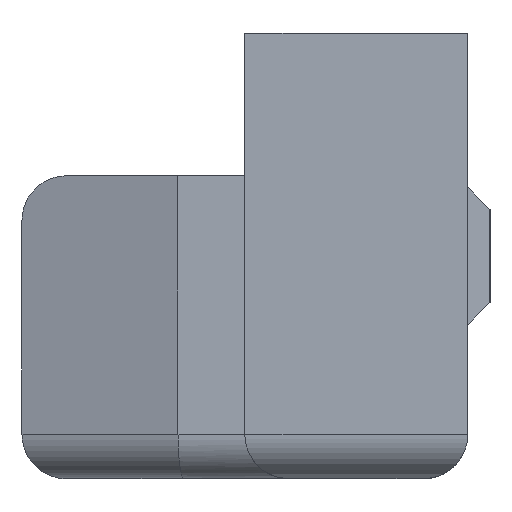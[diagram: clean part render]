
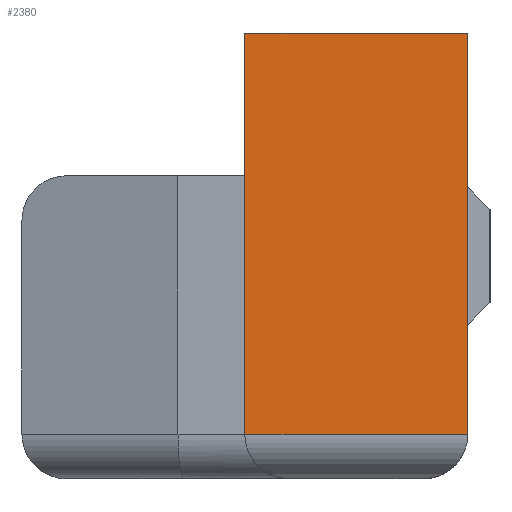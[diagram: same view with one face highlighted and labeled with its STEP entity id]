
A CAD part, left-side view. The second image highlights one B-rep face of the part: STEP entity #2380.
In plain terms, the highlighted planar face has unit normal (-1, 0, 0).
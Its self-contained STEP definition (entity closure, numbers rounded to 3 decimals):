
#213 = PLANE('',#214);
#214 = AXIS2_PLACEMENT_3D('',#215,#216,#217);
#215 = CARTESIAN_POINT('',(-100.,5.,10.));
#216 = DIRECTION('',(0.,1.,0.));
#217 = DIRECTION('',(1.,0.,0.));
#632 = VERTEX_POINT('',#633);
#633 = CARTESIAN_POINT('',(-100.,5.,-8.));
#654 = EDGE_CURVE('',#655,#632,#657,.T.);
#655 = VERTEX_POINT('',#656);
#656 = CARTESIAN_POINT('',(-100.,5.,10.));
#657 = SURFACE_CURVE('',#658,(#662,#669),.PCURVE_S1.);
#658 = LINE('',#659,#660);
#659 = CARTESIAN_POINT('',(-100.,5.,10.));
#660 = VECTOR('',#661,1.);
#661 = DIRECTION('',(0.,0.,-1.));
#662 = PCURVE('',#213,#663);
#663 = DEFINITIONAL_REPRESENTATION('',(#664),#668);
#664 = LINE('',#665,#666);
#665 = CARTESIAN_POINT('',(0.,0.));
#666 = VECTOR('',#667,1.);
#667 = DIRECTION('',(0.,1.));
#668 = ( GEOMETRIC_REPRESENTATION_CONTEXT(2) 
PARAMETRIC_REPRESENTATION_CONTEXT() REPRESENTATION_CONTEXT('2D SPACE',''
  ) );
#669 = PCURVE('',#670,#675);
#670 = PLANE('',#671);
#671 = AXIS2_PLACEMENT_3D('',#672,#673,#674);
#672 = CARTESIAN_POINT('',(-100.,-5.,10.));
#673 = DIRECTION('',(1.,0.,0.));
#674 = DIRECTION('',(0.,1.,0.));
#675 = DEFINITIONAL_REPRESENTATION('',(#676),#680);
#676 = LINE('',#677,#678);
#677 = CARTESIAN_POINT('',(10.,0.));
#678 = VECTOR('',#679,1.);
#679 = DIRECTION('',(0.,-1.));
#680 = ( GEOMETRIC_REPRESENTATION_CONTEXT(2) 
PARAMETRIC_REPRESENTATION_CONTEXT() REPRESENTATION_CONTEXT('2D SPACE',''
  ) );
#698 = PLANE('',#699);
#699 = AXIS2_PLACEMENT_3D('',#700,#701,#702);
#700 = CARTESIAN_POINT('',(-100.,-5.,10.));
#701 = DIRECTION('',(0.,0.,-1.));
#702 = DIRECTION('',(0.,1.,0.));
#907 = CYLINDRICAL_SURFACE('',#908,2.);
#908 = AXIS2_PLACEMENT_3D('',#909,#910,#911);
#909 = CARTESIAN_POINT('',(-98.,-5.,-8.));
#910 = DIRECTION('',(0.,1.,0.));
#911 = DIRECTION('',(0.,0.,-1.));
#2380 = ADVANCED_FACE('',(#2381),#670,.F.);
#2381 = FACE_BOUND('',#2382,.F.);
#2382 = EDGE_LOOP('',(#2383,#2384,#2407,#2435));
#2383 = ORIENTED_EDGE('',*,*,#654,.F.);
#2384 = ORIENTED_EDGE('',*,*,#2385,.F.);
#2385 = EDGE_CURVE('',#2386,#655,#2388,.T.);
#2386 = VERTEX_POINT('',#2387);
#2387 = CARTESIAN_POINT('',(-100.,-5.,10.));
#2388 = SURFACE_CURVE('',#2389,(#2393,#2400),.PCURVE_S1.);
#2389 = LINE('',#2390,#2391);
#2390 = CARTESIAN_POINT('',(-100.,-5.,10.));
#2391 = VECTOR('',#2392,1.);
#2392 = DIRECTION('',(0.,1.,0.));
#2393 = PCURVE('',#670,#2394);
#2394 = DEFINITIONAL_REPRESENTATION('',(#2395),#2399);
#2395 = LINE('',#2396,#2397);
#2396 = CARTESIAN_POINT('',(0.,0.));
#2397 = VECTOR('',#2398,1.);
#2398 = DIRECTION('',(1.,0.));
#2399 = ( GEOMETRIC_REPRESENTATION_CONTEXT(2) 
PARAMETRIC_REPRESENTATION_CONTEXT() REPRESENTATION_CONTEXT('2D SPACE',''
  ) );
#2400 = PCURVE('',#698,#2401);
#2401 = DEFINITIONAL_REPRESENTATION('',(#2402),#2406);
#2402 = LINE('',#2403,#2404);
#2403 = CARTESIAN_POINT('',(0.,0.));
#2404 = VECTOR('',#2405,1.);
#2405 = DIRECTION('',(1.,0.));
#2406 = ( GEOMETRIC_REPRESENTATION_CONTEXT(2) 
PARAMETRIC_REPRESENTATION_CONTEXT() REPRESENTATION_CONTEXT('2D SPACE',''
  ) );
#2407 = ORIENTED_EDGE('',*,*,#2408,.T.);
#2408 = EDGE_CURVE('',#2386,#2409,#2411,.T.);
#2409 = VERTEX_POINT('',#2410);
#2410 = CARTESIAN_POINT('',(-100.,-5.,-8.));
#2411 = SURFACE_CURVE('',#2412,(#2416,#2423),.PCURVE_S1.);
#2412 = LINE('',#2413,#2414);
#2413 = CARTESIAN_POINT('',(-100.,-5.,10.));
#2414 = VECTOR('',#2415,1.);
#2415 = DIRECTION('',(0.,0.,-1.));
#2416 = PCURVE('',#670,#2417);
#2417 = DEFINITIONAL_REPRESENTATION('',(#2418),#2422);
#2418 = LINE('',#2419,#2420);
#2419 = CARTESIAN_POINT('',(0.,0.));
#2420 = VECTOR('',#2421,1.);
#2421 = DIRECTION('',(0.,-1.));
#2422 = ( GEOMETRIC_REPRESENTATION_CONTEXT(2) 
PARAMETRIC_REPRESENTATION_CONTEXT() REPRESENTATION_CONTEXT('2D SPACE',''
  ) );
#2423 = PCURVE('',#2424,#2429);
#2424 = PLANE('',#2425);
#2425 = AXIS2_PLACEMENT_3D('',#2426,#2427,#2428);
#2426 = CARTESIAN_POINT('',(-100.,-5.,10.));
#2427 = DIRECTION('',(0.,1.,0.));
#2428 = DIRECTION('',(1.,0.,0.));
#2429 = DEFINITIONAL_REPRESENTATION('',(#2430),#2434);
#2430 = LINE('',#2431,#2432);
#2431 = CARTESIAN_POINT('',(0.,0.));
#2432 = VECTOR('',#2433,1.);
#2433 = DIRECTION('',(0.,1.));
#2434 = ( GEOMETRIC_REPRESENTATION_CONTEXT(2) 
PARAMETRIC_REPRESENTATION_CONTEXT() REPRESENTATION_CONTEXT('2D SPACE',''
  ) );
#2435 = ORIENTED_EDGE('',*,*,#2436,.T.);
#2436 = EDGE_CURVE('',#2409,#632,#2437,.T.);
#2437 = SURFACE_CURVE('',#2438,(#2442,#2449),.PCURVE_S1.);
#2438 = LINE('',#2439,#2440);
#2439 = CARTESIAN_POINT('',(-100.,-5.,-8.));
#2440 = VECTOR('',#2441,1.);
#2441 = DIRECTION('',(0.,1.,0.));
#2442 = PCURVE('',#670,#2443);
#2443 = DEFINITIONAL_REPRESENTATION('',(#2444),#2448);
#2444 = LINE('',#2445,#2446);
#2445 = CARTESIAN_POINT('',(0.,-18.));
#2446 = VECTOR('',#2447,1.);
#2447 = DIRECTION('',(1.,0.));
#2448 = ( GEOMETRIC_REPRESENTATION_CONTEXT(2) 
PARAMETRIC_REPRESENTATION_CONTEXT() REPRESENTATION_CONTEXT('2D SPACE',''
  ) );
#2449 = PCURVE('',#907,#2450);
#2450 = DEFINITIONAL_REPRESENTATION('',(#2451),#2455);
#2451 = LINE('',#2452,#2453);
#2452 = CARTESIAN_POINT('',(1.571,0.));
#2453 = VECTOR('',#2454,1.);
#2454 = DIRECTION('',(0.,1.));
#2455 = ( GEOMETRIC_REPRESENTATION_CONTEXT(2) 
PARAMETRIC_REPRESENTATION_CONTEXT() REPRESENTATION_CONTEXT('2D SPACE',''
  ) );
